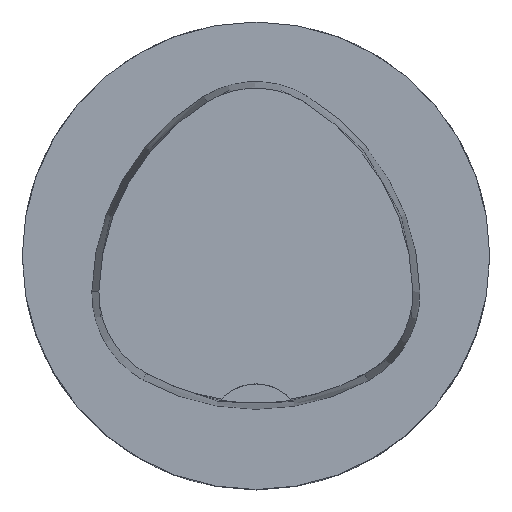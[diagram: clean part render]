
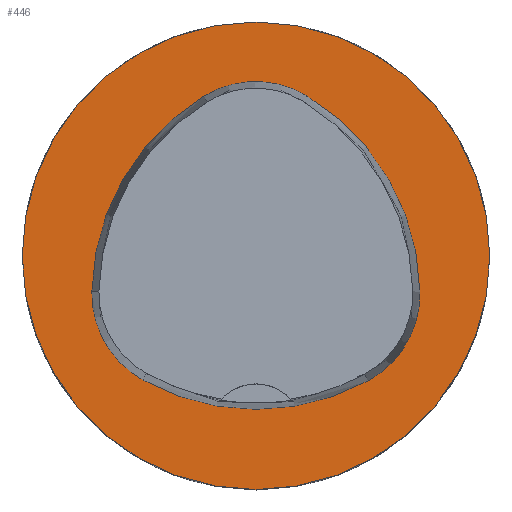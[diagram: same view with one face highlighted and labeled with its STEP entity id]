
A CAD part, top view. The second image highlights one B-rep face of the part: STEP entity #446.
In plain terms, the highlighted planar face has unit normal (0, 0, 1).
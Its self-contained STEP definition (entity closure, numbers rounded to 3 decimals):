
#446=ADVANCED_FACE('',(#1246,#1247),#797,.T.);
#797=PLANE('',#6560);
#1134=CIRCLE('',#6527,20.);
#1136=CIRCLE('',#6538,20.);
#1138=CIRCLE('',#6541,8.5);
#1140=CIRCLE('',#6544,20.);
#1142=CIRCLE('',#6547,8.5);
#1146=CIRCLE('',#6552,20.);
#1148=CIRCLE('',#6555,8.5);
#1246=FACE_BOUND('',#1364,.T.);
#1247=FACE_BOUND('',#1365,.T.);
#1364=EDGE_LOOP('',(#2214,#2215,#2216,#2217,#2218,#2219));
#1365=EDGE_LOOP('',(#2220));
#2214=ORIENTED_EDGE('',*,*,#4654,.T.);
#2215=ORIENTED_EDGE('',*,*,#4634,.T.);
#2216=ORIENTED_EDGE('',*,*,#4638,.T.);
#2217=ORIENTED_EDGE('',*,*,#4641,.T.);
#2218=ORIENTED_EDGE('',*,*,#4644,.T.);
#2219=ORIENTED_EDGE('',*,*,#4652,.T.);
#2220=ORIENTED_EDGE('',*,*,#4616,.F.);
#3994=VERTEX_POINT('',#9058);
#4012=VERTEX_POINT('',#9095);
#4013=VERTEX_POINT('',#9096);
#4016=VERTEX_POINT('',#9104);
#4018=VERTEX_POINT('',#9110);
#4020=VERTEX_POINT('',#9116);
#4027=VERTEX_POINT('',#9137);
#4616=EDGE_CURVE('',#3994,#3994,#1134,.T.);
#4634=EDGE_CURVE('',#4012,#4013,#1136,.T.);
#4638=EDGE_CURVE('',#4013,#4016,#1138,.T.);
#4641=EDGE_CURVE('',#4016,#4018,#1140,.T.);
#4644=EDGE_CURVE('',#4018,#4020,#1142,.T.);
#4652=EDGE_CURVE('',#4020,#4027,#1146,.T.);
#4654=EDGE_CURVE('',#4027,#4012,#1148,.T.);
#6527=AXIS2_PLACEMENT_3D('',#9057,#7270,#7271);
#6538=AXIS2_PLACEMENT_3D('',#9094,#7300,#7301);
#6541=AXIS2_PLACEMENT_3D('',#9103,#7308,#7309);
#6544=AXIS2_PLACEMENT_3D('',#9109,#7315,#7316);
#6547=AXIS2_PLACEMENT_3D('',#9115,#7322,#7323);
#6552=AXIS2_PLACEMENT_3D('',#9138,#7334,#7335);
#6555=AXIS2_PLACEMENT_3D('',#9141,#7340,#7341);
#6560=AXIS2_PLACEMENT_3D('',#9146,#7350,#7351);
#7270=DIRECTION('',(0.,0.,-1.));
#7271=DIRECTION('',(-1.,0.,0.));
#7300=DIRECTION('',(0.,0.,-1.));
#7301=DIRECTION('',(-1.,0.,0.));
#7308=DIRECTION('',(0.,0.,-1.));
#7309=DIRECTION('',(-1.,0.,0.));
#7315=DIRECTION('',(0.,0.,-1.));
#7316=DIRECTION('',(-1.,0.,0.));
#7322=DIRECTION('',(0.,0.,-1.));
#7323=DIRECTION('',(-1.,0.,0.));
#7334=DIRECTION('',(0.,0.,-1.));
#7335=DIRECTION('',(-1.,0.,0.));
#7340=DIRECTION('',(0.,0.,-1.));
#7341=DIRECTION('',(-1.,0.,0.));
#7350=DIRECTION('',(0.,0.,1.));
#7351=DIRECTION('',(1.,0.,0.));
#9057=CARTESIAN_POINT('',(0.,0.,0.));
#9058=CARTESIAN_POINT('',(-20.,0.,0.));
#9094=CARTESIAN_POINT('',(5.955,-3.414,0.));
#9095=CARTESIAN_POINT('',(-14.041,-3.042,0.));
#9096=CARTESIAN_POINT('',(-4.472,13.653,0.));
#9103=CARTESIAN_POINT('',(-0.04,6.4,0.));
#9104=CARTESIAN_POINT('',(4.347,13.68,0.));
#9109=CARTESIAN_POINT('',(-5.976,-3.45,0.));
#9110=CARTESIAN_POINT('',(14.021,-3.075,0.));
#9115=CARTESIAN_POINT('',(5.522,-3.235,0.));
#9116=CARTESIAN_POINT('',(9.588,-10.699,0.));
#9137=CARTESIAN_POINT('',(-9.655,-10.639,0.));
#9138=CARTESIAN_POINT('',(0.022,6.864,0.));
#9141=CARTESIAN_POINT('',(-5.543,-3.2,0.));
#9146=CARTESIAN_POINT('',(0.,0.,0.));
